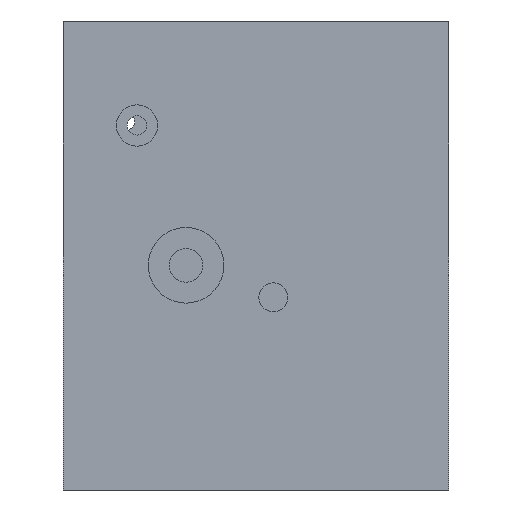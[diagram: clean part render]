
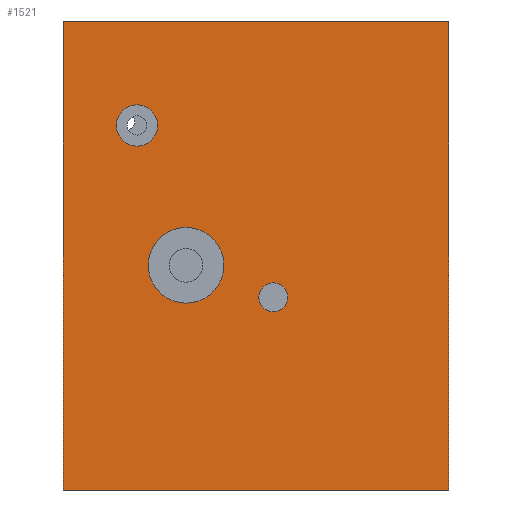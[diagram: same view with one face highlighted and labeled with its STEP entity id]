
A CAD part, front view. The second image highlights one B-rep face of the part: STEP entity #1521.
In plain terms, the highlighted planar face has unit normal (0, -1, 0).
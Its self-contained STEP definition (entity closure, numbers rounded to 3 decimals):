
#22=FACE_BOUND('',#204,.T.);
#23=FACE_BOUND('',#205,.T.);
#24=FACE_BOUND('',#206,.T.);
#63=PLANE('',#1617);
#120=FACE_OUTER_BOUND('',#203,.T.);
#203=EDGE_LOOP('',(#1124,#1125,#1126,#1127));
#204=EDGE_LOOP('',(#1128));
#205=EDGE_LOOP('',(#1129));
#206=EDGE_LOOP('',(#1130));
#317=LINE('',#2173,#492);
#352=LINE('',#2247,#527);
#353=LINE('',#2249,#528);
#354=LINE('',#2250,#529);
#492=VECTOR('',#1759,10.);
#527=VECTOR('',#1802,10.);
#528=VECTOR('',#1803,10.);
#529=VECTOR('',#1804,10.);
#655=CIRCLE('',#1604,3.);
#660=CIRCLE('',#1618,2.1);
#661=CIRCLE('',#1619,5.5);
#697=VERTEX_POINT('',#2137);
#708=VERTEX_POINT('',#2171);
#709=VERTEX_POINT('',#2172);
#744=VERTEX_POINT('',#2246);
#745=VERTEX_POINT('',#2248);
#746=VERTEX_POINT('',#2251);
#747=VERTEX_POINT('',#2253);
#842=EDGE_CURVE('',#697,#697,#655,.T.);
#857=EDGE_CURVE('',#708,#709,#317,.T.);
#894=EDGE_CURVE('',#708,#744,#352,.T.);
#895=EDGE_CURVE('',#744,#745,#353,.T.);
#896=EDGE_CURVE('',#745,#709,#354,.T.);
#897=EDGE_CURVE('',#746,#746,#660,.T.);
#898=EDGE_CURVE('',#747,#747,#661,.T.);
#1124=ORIENTED_EDGE('',*,*,#857,.F.);
#1125=ORIENTED_EDGE('',*,*,#894,.T.);
#1126=ORIENTED_EDGE('',*,*,#895,.T.);
#1127=ORIENTED_EDGE('',*,*,#896,.T.);
#1128=ORIENTED_EDGE('',*,*,#842,.T.);
#1129=ORIENTED_EDGE('',*,*,#897,.F.);
#1130=ORIENTED_EDGE('',*,*,#898,.T.);
#1521=ADVANCED_FACE('',(#120,#22,#23,#24),#63,.F.);
#1604=AXIS2_PLACEMENT_3D('',#2139,#1727,#1728);
#1617=AXIS2_PLACEMENT_3D('',#2245,#1800,#1801);
#1618=AXIS2_PLACEMENT_3D('',#2252,#1805,#1806);
#1619=AXIS2_PLACEMENT_3D('',#2254,#1807,#1808);
#1727=DIRECTION('center_axis',(0.,1.,0.));
#1728=DIRECTION('ref_axis',(1.,0.,0.));
#1759=DIRECTION('',(0.,0.,1.));
#1800=DIRECTION('center_axis',(0.,1.,0.));
#1801=DIRECTION('ref_axis',(-1.,0.,0.));
#1802=DIRECTION('',(1.,0.,0.));
#1803=DIRECTION('',(0.,0.,1.));
#1804=DIRECTION('',(-1.,0.,0.));
#1805=DIRECTION('center_axis',(0.,-1.,0.));
#1806=DIRECTION('ref_axis',(-1.,0.,0.));
#1807=DIRECTION('center_axis',(0.,1.,0.));
#1808=DIRECTION('ref_axis',(1.,0.,0.));
#2137=CARTESIAN_POINT('',(398.7,-271.99,-15.032));
#2139=CARTESIAN_POINT('Origin',(401.7,-271.99,-15.032));
#2171=CARTESIAN_POINT('',(390.99,-271.99,-68.));
#2172=CARTESIAN_POINT('',(390.99,-271.99,0.));
#2173=CARTESIAN_POINT('',(390.99,-271.99,-68.));
#2245=CARTESIAN_POINT('Origin',(446.99,-271.99,-68.));
#2246=CARTESIAN_POINT('',(446.99,-271.99,-68.));
#2247=CARTESIAN_POINT('',(432.99,-271.99,-68.));
#2248=CARTESIAN_POINT('',(446.99,-271.99,0.));
#2249=CARTESIAN_POINT('',(446.99,-271.99,-68.));
#2250=CARTESIAN_POINT('',(432.99,-271.99,0.));
#2251=CARTESIAN_POINT('',(423.6,-271.99,-40.));
#2252=CARTESIAN_POINT('Origin',(421.5,-271.99,-40.));
#2253=CARTESIAN_POINT('',(403.325,-271.99,-35.35));
#2254=CARTESIAN_POINT('Origin',(408.825,-271.99,-35.35));
